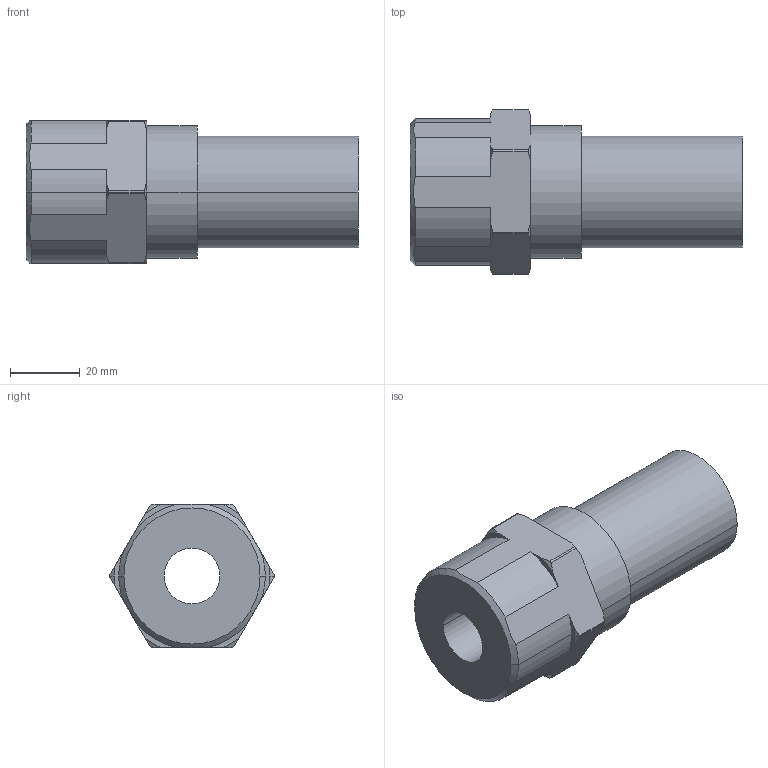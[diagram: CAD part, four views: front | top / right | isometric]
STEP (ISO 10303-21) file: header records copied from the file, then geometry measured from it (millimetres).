
FILE_DESCRIPTION( ( '' ), '1' );
FILE_NAME( 'AGRU_25181403211_PE_100_schwarz_Messing-R-Aussengewinde_32X1_1_4__SDR_11_05.stp', '2018-01-03T12:26:29', ( '' ), ( '' ), ' ', ' ', ' ' );
FILE_SCHEMA( ( 'automotive_design' ) );
Length unit declared in the file: millimetre
Products named in the file (1): 1
Bounding box: 95 x 47 x 41 mm (x, y, z)
Volume: 69116.4 mm3; surface area: 19415.1 mm2
Topology: 1 solids, 1 shells, 59 faces, 156 edges, 102 vertices
Faces by surface type: cylinder 24, cone 18, plane 17
Entity records: 3608 total; most frequent: CARTESIAN_POINT 378, STYLED_ITEM 318, PRESENTATION_STYLE_ASSIGNMENT 318, COLOUR_RGB 318, DIRECTION 312, ORIENTED_EDGE 312, EDGE_CURVE 156, CURVE_STYLE 156
